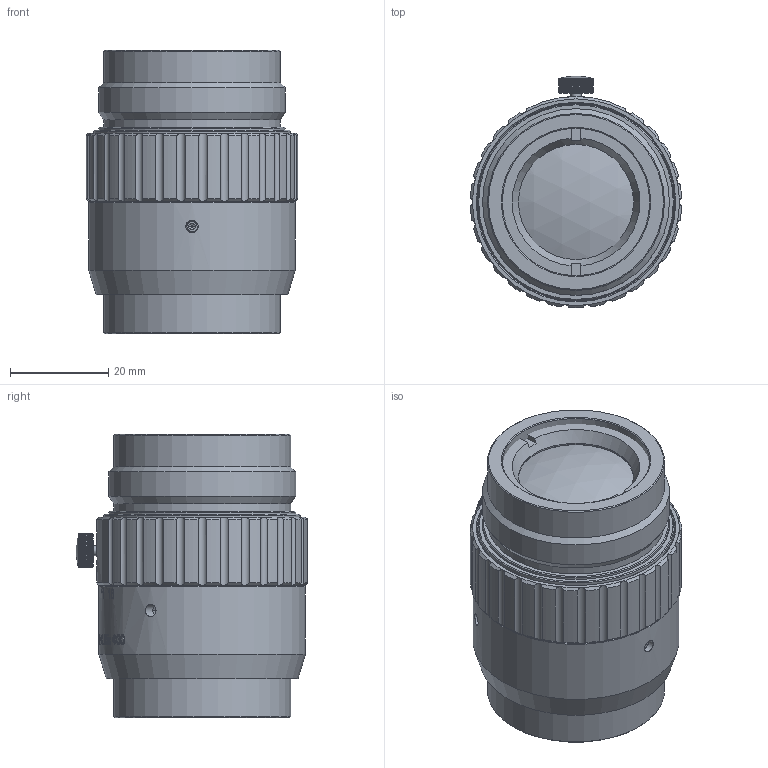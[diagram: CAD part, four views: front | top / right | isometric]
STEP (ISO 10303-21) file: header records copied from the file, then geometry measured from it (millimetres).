
FILE_DESCRIPTION(/* description */ (''),/* implementation_level */ '2;1');
FILE_NAME(/* name */ 'LS12056.stp',/* time_stamp */ '2019-05-07T16:07:02+08:00',/* author */ (''),/* organization */ (''),/* preprocessor_version */ 'ST-DEVELOPER v11',/* originating_system */ 'SIEMENS PLM Software NX 7.5',/* authorisation */ '');
FILE_SCHEMA (('CONFIG_CONTROL_DESIGN'));
Length unit declared in the file: millimetre
Products named in the file (12): LS12056-LENS-J02; nut_m2.5x2.5; manual_nut_m2.5; LS12056-stopper3; LS12056-stopper1; LS12056-LENS1; LS12056-CONE4; LS12056-CONE3; LS12056-CONE2; LS12056-CONE1; LS12056-LENS-J01; LS12056-all_stp
Assembly tree (12 placements, depth 3):
  LS12056-all_stp
    LS12056-CONE1
    LS12056-CONE2
    LS12056-CONE3
    LS12056-CONE4
    LS12056-LENS1
    LS12056-stopper1
    LS12056-stopper3
    manual_nut_m2.5
    nut_m2.5x2.5
    LS12056-LENS-J01
      LS12056-LENS1
    LS12056-LENS-J02
Bounding box: 42.97 x 47.15 x 57.64 mm (x, y, z)
Volume: 46873.1 mm3; surface area: 32595 mm2
Topology: 10 solids, 10 shells, 995 faces, 2648 edges, 1752 vertices
Faces by surface type: plane 390, cylinder 264, extrusion 225, cone 107, sphere 5, bspline 4
Full cylindrical faces by diameter (mm): 2.05 x1, 2.5 x7, 19 x2, 23 x2, 23.42 x1, 25.42 x1, 28 x4, 29 x1, 30 x2, 30.2 x1, 31 x1, 31.2 x1, 31.3 x1, 31.5 x1, 31.7 x1, 32.7 x1, 32.9 x1, 33 x1, 33.3 x2, 36 x5, 36.8 x2, 38 x2, 38.8 x1, 39 x1, 40 x1, 40.2 x1, 40.6 x1, 41 x1, 42 x1
Entity records: 41749 total; most frequent: CARTESIAN_POINT 16978, ORIENTED_EDGE 5014, DIRECTION 4325, EDGE_CURVE 2507, VERTEX_POINT 1699, AXIS2_PLACEMENT_3D 1567, VECTOR 1191, EDGE_LOOP 1184
